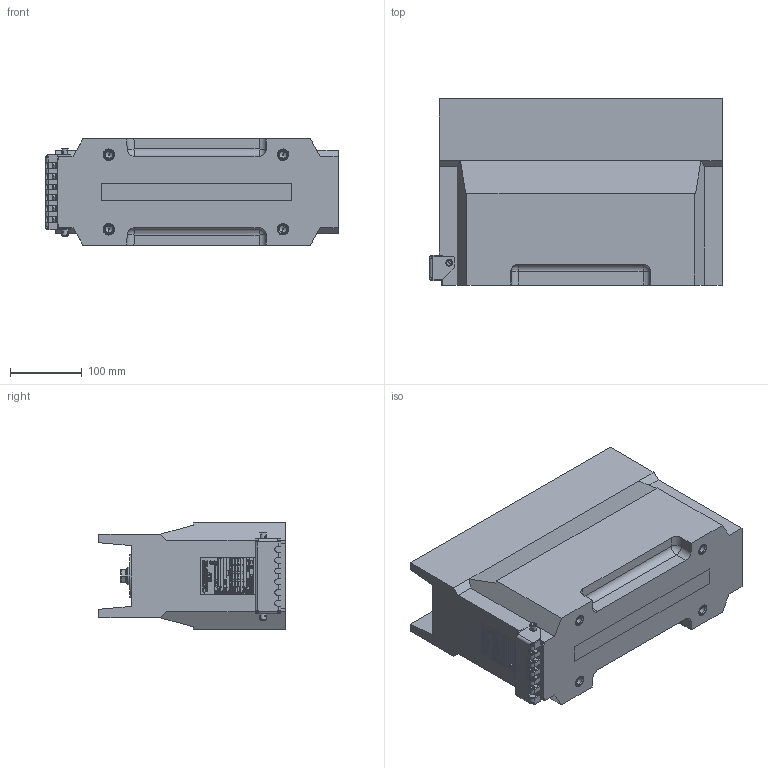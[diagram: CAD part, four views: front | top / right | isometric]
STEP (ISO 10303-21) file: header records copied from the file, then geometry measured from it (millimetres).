
FILE_DESCRIPTION (( 'STEP AP214' ), '1' );
FILE_NAME ('ﾒﾋﾊ-ﾑﾒ-10-12ﾌ1 (5ﾀ-1500ﾀ).STEP', '2023-06-06T10:34:27', ( '' ), ( '' ), 'SwSTEP 2.0', 'SolidWorks 2014', '' );
FILE_SCHEMA (( 'AUTOMOTIVE_DESIGN' ));
Length unit declared in the file: millimetre
Products named in the file (18): ÂÅÈÓ.754312.182À Òàáëè÷êà òåõíè÷åñêèõ äàííûõ ÒËÊ-ÑÒ_-00; 屡扔.758181.002 妈眚 镫铎徼痤忸黜; ÂÅÈÓ.735314.015 Êðûøêà çàùèòíàÿ_-01; ÂÅÈÓ.671213.547 Ñáîðêà òðàíñôîðìàòîðà ñ çàëèâêîé_-00; Îòëèâêà^ÂÅÈÓ.671213.547 Ñáîðêà òðàíñôîðìàòîðà ñ çàëèâêîé_-00; ÂÅÈÓ.758472.015 Ãàéêà; ÂÅÈÓ.758472.006 Ãàéêà ñïåöèàëüíàÿ_00; ÂÅÈÓ.671213.337 Àêòèâíàÿ ÷àñòü_-00; 屡扔.758472.007 绵殛郷-02; Äåòàëü1^ÈÁËÒ.671213.547 Òðàíñôîðìàòîð òîêà ÒËÊ-ÑÒ-10-12Ì1; 屡扔.757465.006 袜觐礤黜桕; hex screw gradeab_din_ISO 4017 - M5 x 10-N; ﾒﾋﾊ-ﾑﾒ-10-12ﾌ1 (5ﾀ-1500ﾀ); curved spring lock washer_din_Spring washer DIN 128 - A5; hex screw gradeab_din_ISO 4017 - M12 x 30-N; curved spring lock washer_din_Spring washer DIN 128 - A12; plain washer grade a_din_Washer DIN 125 - A 13; plain washer grade a_din_Washer DIN 125 - A 5.3
Assembly tree (52 placements, depth 4):
  ﾒﾋﾊ-ﾑﾒ-10-12ﾌ1 (5ﾀ-1500ﾀ)
    ÂÅÈÓ.671213.547 Ñáîðêà òðàíñôîðìàòîðà ñ çàëèâêîé_-00
      ÂÅÈÓ.671213.337 Àêòèâíàÿ ÷àñòü_-00
        屡扔.757465.006 袜觐礤黜桕  x2
        屡扔.758472.007 绵殛郷-02  x6
      ÂÅÈÓ.758472.006 Ãàéêà ñïåöèàëüíàÿ_00  x4
      ÂÅÈÓ.758472.015 Ãàéêà  x2
      Îòëèâêà^ÂÅÈÓ.671213.547 Ñáîðêà òðàíñôîðìàòîðà ñ çàëèâêîé_-00
    ÂÅÈÓ.735314.015 Êðûøêà çàùèòíàÿ_-01
    屡扔.758181.002 妈眚 镫铎徼痤忸黜  x2
    ÂÅÈÓ.754312.182À Òàáëè÷êà òåõíè÷åñêèõ äàííûõ ÒËÊ-ÑÒ_-00
    plain washer grade a_din_Washer DIN 125 - A 5.3  x6
    plain washer grade a_din_Washer DIN 125 - A 13  x4
    curved spring lock washer_din_Spring washer DIN 128 - A12  x4
    hex screw gradeab_din_ISO 4017 - M12 x 30-N  x4
    curved spring lock washer_din_Spring washer DIN 128 - A5  x6
    hex screw gradeab_din_ISO 4017 - M5 x 10-N  x6
    Äåòàëü1^ÈÁËÒ.671213.547 Òðàíñôîðìàòîð òîêà ÒËÊ-ÑÒ-10-12Ì1
Bounding box: 408 x 260 x 148 mm (x, y, z)
Volume: 11519155.7 mm3; surface area: 527950.1 mm2
Topology: 56 solids, 56 shells, 4600 faces, 11787 edges, 7628 vertices
Faces by surface type: plane 2514, bspline 1162, cylinder 526, cone 298, torus 96, sphere 4
Entity records: 202945 total; most frequent: CARTESIAN_POINT 82002, ORIENTED_EDGE 20758, DIRECTION 14613, EDGE_CURVE 10379, LINE 7079, VECTOR 7079, VERTEX_POINT 6828, EDGE_LOOP 4363
